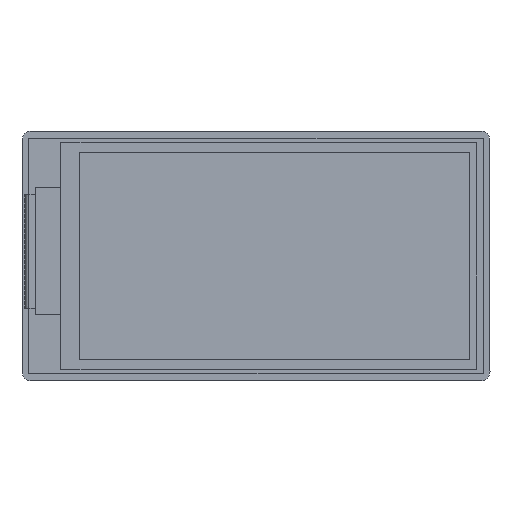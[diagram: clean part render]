
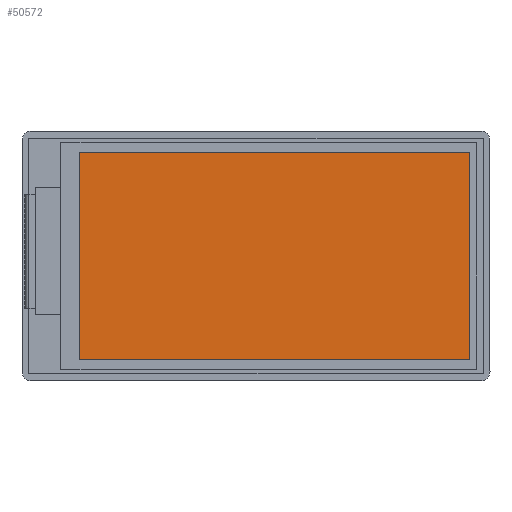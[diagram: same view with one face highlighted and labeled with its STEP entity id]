
A CAD part, top view. The second image highlights one B-rep face of the part: STEP entity #50572.
In plain terms, the highlighted planar face has unit normal (0, 0, 1).
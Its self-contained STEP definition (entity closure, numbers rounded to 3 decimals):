
#49499=DIRECTION('',(0.,1.,0.));
#49500=VECTOR('',#49499,22.7);
#49501=CARTESIAN_POINT('',(6.24,2.301,3.039));
#49502=LINE('',#49501,#49500);
#49513=DIRECTION('',(1.,0.,0.));
#49514=VECTOR('',#49513,42.72);
#49515=CARTESIAN_POINT('',(6.236,25.001,3.039));
#49516=LINE('',#49515,#49514);
#49527=DIRECTION('',(0.,-1.,0.));
#49528=VECTOR('',#49527,22.7);
#49529=CARTESIAN_POINT('',(48.956,25.009,3.039));
#49530=LINE('',#49529,#49528);
#49541=DIRECTION('',(-1.,0.,0.));
#49542=VECTOR('',#49541,42.72);
#49543=CARTESIAN_POINT('',(48.96,2.309,3.039));
#49544=LINE('',#49543,#49542);
#50087=CARTESIAN_POINT('',(6.24,2.301,3.039));
#50088=CARTESIAN_POINT('',(6.236,25.001,3.039));
#50089=VERTEX_POINT('',#50087);
#50090=VERTEX_POINT('',#50088);
#50091=CARTESIAN_POINT('',(48.956,25.009,3.039));
#50092=VERTEX_POINT('',#50091);
#50093=CARTESIAN_POINT('',(48.96,2.309,3.039));
#50094=VERTEX_POINT('',#50093);
#50558=CARTESIAN_POINT('',(0.,0.,3.039));
#50559=DIRECTION('',(0.,0.,-1.));
#50560=DIRECTION('',(-1.,0.,0.));
#50561=AXIS2_PLACEMENT_3D('',#50558,#50559,#50560);
#50562=PLANE('',#50561);
#50563=ORIENTED_EDGE('',*,*,#50548,.T.);
#50565=ORIENTED_EDGE('',*,*,#50564,.T.);
#50567=ORIENTED_EDGE('',*,*,#50566,.T.);
#50569=ORIENTED_EDGE('',*,*,#50568,.T.);
#50570=EDGE_LOOP('',(#50563,#50565,#50567,#50569));
#50571=FACE_OUTER_BOUND('',#50570,.F.);
#50572=ADVANCED_FACE('',(#50571),#50562,.F.);
#50548=EDGE_CURVE('',#50089,#50090,#49502,.T.);
#50564=EDGE_CURVE('',#50090,#50092,#49516,.T.);
#50566=EDGE_CURVE('',#50092,#50094,#49530,.T.);
#50568=EDGE_CURVE('',#50094,#50089,#49544,.T.);
